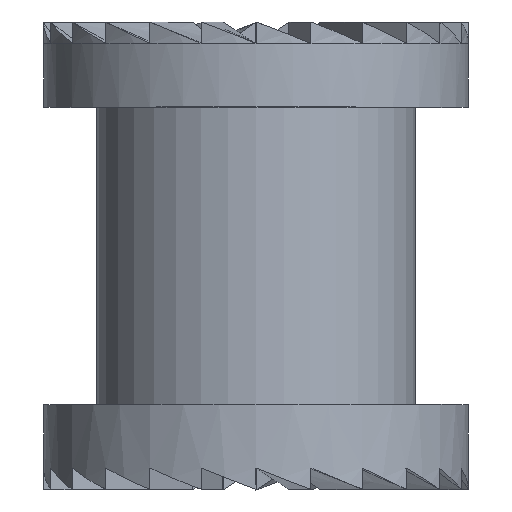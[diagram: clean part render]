
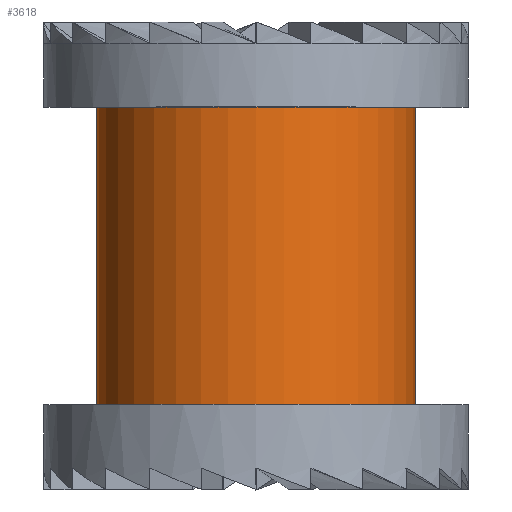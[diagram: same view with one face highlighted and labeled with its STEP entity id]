
A CAD part, top view. The second image highlights one B-rep face of the part: STEP entity #3618.
In plain terms, the highlighted cylindrical face has radius 7.5 mm (diameter 15 mm), a full revolution.
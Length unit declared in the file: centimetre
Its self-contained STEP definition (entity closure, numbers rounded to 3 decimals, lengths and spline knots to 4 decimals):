
#54=CIRCLE('',#3878,0.75);
#55=CIRCLE('',#3879,0.75);
#117=CYLINDRICAL_SURFACE('',#3877,0.75);
#224=LINE('',#6423,#453);
#453=VECTOR('',#4232,0.75);
#742=FACE_OUTER_BOUND('',#985,.T.);
#985=EDGE_LOOP('',(#2723,#2724,#2725,#2726));
#1606=VERTEX_POINT('',#6420);
#1607=VERTEX_POINT('',#6422);
#2008=EDGE_CURVE('',#1606,#1606,#54,.T.);
#2009=EDGE_CURVE('',#1606,#1607,#224,.T.);
#2010=EDGE_CURVE('',#1607,#1607,#55,.T.);
#2723=ORIENTED_EDGE('',*,*,#2008,.F.);
#2724=ORIENTED_EDGE('',*,*,#2009,.T.);
#2725=ORIENTED_EDGE('',*,*,#2010,.F.);
#2726=ORIENTED_EDGE('',*,*,#2009,.F.);
#3618=ADVANCED_FACE('',(#742),#117,.T.);
#3877=AXIS2_PLACEMENT_3D('',#6419,#4228,#4229);
#3878=AXIS2_PLACEMENT_3D('',#6421,#4230,#4231);
#3879=AXIS2_PLACEMENT_3D('',#6424,#4233,#4234);
#4228=DIRECTION('center_axis',(0.,1.,0.));
#4229=DIRECTION('ref_axis',(1.,0.,0.));
#4230=DIRECTION('center_axis',(0.,1.,0.));
#4231=DIRECTION('ref_axis',(1.,0.,0.));
#4232=DIRECTION('',(0.,-1.,0.));
#4233=DIRECTION('center_axis',(0.,-1.,0.));
#4234=DIRECTION('ref_axis',(1.,0.,0.));
#6419=CARTESIAN_POINT('Origin',(-0.0001,1.85,
0.0018));
#6420=CARTESIAN_POINT('',(-0.7501,2.5,0.0018));
#6421=CARTESIAN_POINT('Origin',(-0.0001,2.5,
0.0018));
#6422=CARTESIAN_POINT('',(-0.7501,1.1,0.0018));
#6423=CARTESIAN_POINT('',(-0.7501,1.85,0.0018));
#6424=CARTESIAN_POINT('Origin',(-0.0001,1.1,
0.0018));
